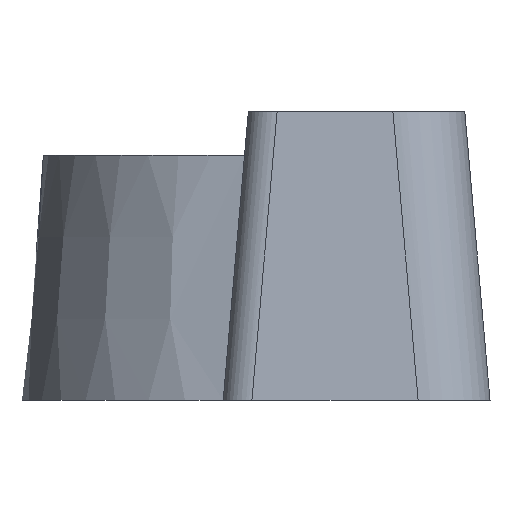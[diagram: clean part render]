
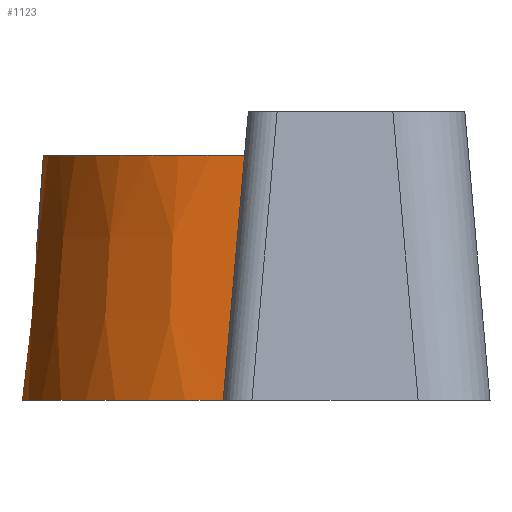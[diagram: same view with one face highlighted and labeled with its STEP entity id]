
A CAD part, front view. The second image highlights one B-rep face of the part: STEP entity #1123.
In plain terms, the highlighted conical face has half-angle 5 degrees and reference radius 14 mm.
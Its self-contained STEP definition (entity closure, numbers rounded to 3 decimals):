
#29=(
BOUNDED_CURVE()
B_SPLINE_CURVE(2,(#1900,#1901,#1902),.UNSPECIFIED.,.F.,.F.)
B_SPLINE_CURVE_WITH_KNOTS((3,3),(0.,0.698),.UNSPECIFIED.)
CURVE()
GEOMETRIC_REPRESENTATION_ITEM()
RATIONAL_B_SPLINE_CURVE((1.,1.,1.))
REPRESENTATION_ITEM('')
);
#32=(
BOUNDED_CURVE()
B_SPLINE_CURVE(2,(#1910,#1911,#1912),.UNSPECIFIED.,.F.,.F.)
B_SPLINE_CURVE_WITH_KNOTS((3,3),(0.313,1.011),
 .UNSPECIFIED.)
CURVE()
GEOMETRIC_REPRESENTATION_ITEM()
RATIONAL_B_SPLINE_CURVE((1.,1.,1.))
REPRESENTATION_ITEM('')
);
#33=(
BOUNDED_CURVE()
B_SPLINE_CURVE(2,(#1930,#1931,#1932),.UNSPECIFIED.,.F.,.F.)
B_SPLINE_CURVE_WITH_KNOTS((3,3),(-1.886,-0.19),
 .UNSPECIFIED.)
CURVE()
GEOMETRIC_REPRESENTATION_ITEM()
RATIONAL_B_SPLINE_CURVE((1.,1.,1.))
REPRESENTATION_ITEM('')
);
#34=(
BOUNDED_CURVE()
B_SPLINE_CURVE(2,(#1949,#1950,#1951),.UNSPECIFIED.,.F.,.F.)
B_SPLINE_CURVE_WITH_KNOTS((3,3),(-1.886,-0.19),
 .UNSPECIFIED.)
CURVE()
GEOMETRIC_REPRESENTATION_ITEM()
RATIONAL_B_SPLINE_CURVE((1.,1.,1.))
REPRESENTATION_ITEM('')
);
#180=FACE_OUTER_BOUND('',#249,.T.);
#249=EDGE_LOOP('',(#1027,#1028,#1029,#1030,#1031,#1032,#1033,#1034));
#433=CIRCLE('',#1136,14.875);
#449=CIRCLE('',#1206,14.262);
#451=CIRCLE('',#1208,14.262);
#461=CIRCLE('',#1250,15.75);
#465=VERTEX_POINT('',#1614);
#466=VERTEX_POINT('',#1615);
#532=VERTEX_POINT('',#1809);
#533=VERTEX_POINT('',#1811);
#536=VERTEX_POINT('',#1817);
#537=VERTEX_POINT('',#1819);
#563=VERTEX_POINT('',#1929);
#567=VERTEX_POINT('',#1947);
#573=EDGE_CURVE('',#465,#466,#433,.T.);
#668=EDGE_CURVE('',#533,#532,#449,.T.);
#672=EDGE_CURVE('',#537,#536,#451,.T.);
#706=EDGE_CURVE('',#466,#533,#29,.T.);
#709=EDGE_CURVE('',#536,#465,#32,.T.);
#717=EDGE_CURVE('',#537,#563,#33,.T.);
#726=EDGE_CURVE('',#532,#567,#34,.T.);
#727=EDGE_CURVE('',#567,#563,#461,.T.);
#1027=ORIENTED_EDGE('',*,*,#668,.T.);
#1028=ORIENTED_EDGE('',*,*,#726,.T.);
#1029=ORIENTED_EDGE('',*,*,#727,.T.);
#1030=ORIENTED_EDGE('',*,*,#717,.F.);
#1031=ORIENTED_EDGE('',*,*,#672,.T.);
#1032=ORIENTED_EDGE('',*,*,#709,.T.);
#1033=ORIENTED_EDGE('',*,*,#573,.T.);
#1034=ORIENTED_EDGE('',*,*,#706,.T.);
#1062=CONICAL_SURFACE('',#1249,14.,0.087);
#1123=ADVANCED_FACE('',(#180),#1062,.T.);
#1136=AXIS2_PLACEMENT_3D('',#1616,#1275,#1276);
#1206=AXIS2_PLACEMENT_3D('',#1812,#1474,#1475);
#1208=AXIS2_PLACEMENT_3D('',#1820,#1480,#1481);
#1249=AXIS2_PLACEMENT_3D('',#1952,#1587,#1588);
#1250=AXIS2_PLACEMENT_3D('',#1953,#1589,#1590);
#1275=DIRECTION('center_axis',(0.,0.,-1.));
#1276=DIRECTION('ref_axis',(1.,0.,0.));
#1474=DIRECTION('center_axis',(0.,0.,-1.));
#1475=DIRECTION('ref_axis',(1.,0.,0.));
#1480=DIRECTION('center_axis',(0.,0.,-1.));
#1481=DIRECTION('ref_axis',(1.,0.,0.));
#1587=DIRECTION('center_axis',(0.,0.,-1.));
#1588=DIRECTION('ref_axis',(-1.,0.,0.));
#1589=DIRECTION('center_axis',(0.,0.,1.));
#1590=DIRECTION('ref_axis',(1.,0.,0.));
#1614=CARTESIAN_POINT('',(280.339,36.972,-10.));
#1615=CARTESIAN_POINT('',(284.028,44.799,-10.));
#1616=CARTESIAN_POINT('Origin',(295.057,34.818,-10.));
#1809=CARTESIAN_POINT('',(294.795,49.078,-3.));
#1811=CARTESIAN_POINT('',(285.06,44.99,-3.));
#1812=CARTESIAN_POINT('Origin',(295.057,34.818,-3.));
#1817=CARTESIAN_POINT('',(280.849,36.055,-3.));
#1819=CARTESIAN_POINT('',(294.795,20.558,-3.));
#1820=CARTESIAN_POINT('Origin',(295.057,34.818,-3.));
#1900=CARTESIAN_POINT('Ctrl Pts',(284.028,44.799,-10.));
#1901=CARTESIAN_POINT('Ctrl Pts',(284.548,44.903,-6.392));
#1902=CARTESIAN_POINT('Ctrl Pts',(285.06,44.99,-3.));
#1910=CARTESIAN_POINT('Ctrl Pts',(280.849,36.055,-3.));
#1911=CARTESIAN_POINT('Ctrl Pts',(280.59,36.505,-6.392));
#1912=CARTESIAN_POINT('Ctrl Pts',(280.339,36.972,-10.));
#1929=CARTESIAN_POINT('',(293.308,19.165,-20.));
#1930=CARTESIAN_POINT('Ctrl Pts',(294.795,20.558,-3.));
#1931=CARTESIAN_POINT('Ctrl Pts',(294.086,19.862,-11.104));
#1932=CARTESIAN_POINT('Ctrl Pts',(293.308,19.165,-20.));
#1947=CARTESIAN_POINT('',(293.308,50.47,-20.));
#1949=CARTESIAN_POINT('Ctrl Pts',(294.795,49.078,-3.));
#1950=CARTESIAN_POINT('Ctrl Pts',(294.086,49.774,-11.104));
#1951=CARTESIAN_POINT('Ctrl Pts',(293.308,50.47,-20.));
#1952=CARTESIAN_POINT('Origin',(295.057,34.818,0.));
#1953=CARTESIAN_POINT('Origin',(295.057,34.818,-20.));
